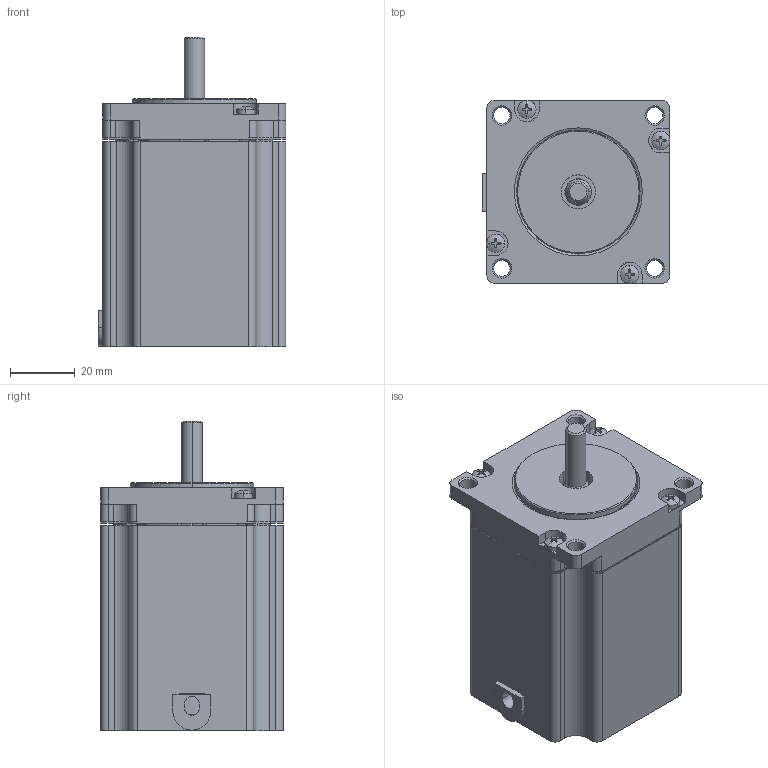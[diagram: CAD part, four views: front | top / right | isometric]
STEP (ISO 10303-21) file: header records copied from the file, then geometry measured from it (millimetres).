
FILE_DESCRIPTION((''),'2;1');
FILE_NAME('3_1_01_057_0031_SW000_SW0002','2021-04-22T17:01:04',('wuyong'),(''),'CREO PARAMETRIC BY PTC INC, 2017110','CREO PARAMETRIC BY PTC INC, 2017110','');
FILE_SCHEMA(('CONFIG_CONTROL_DESIGN'));
Length unit declared in the file: millimetre
Products named in the file (1): 3_1_01_057_0031_SW000_SW0002
Bounding box: 57.97 x 56.54 x 95.6 mm (x, y, z)
Surface area: 58969.3 mm2 (no closed solid volume)
Topology: 0 solids, 55 shells, 816 faces, 3858 edges, 2999 vertices
Faces by surface type: cylinder 459, plane 319, cone 30, sphere 8
Entity records: 41286 total; most frequent: CARTESIAN_POINT 10054, DIRECTION 6979, ORIENTED_EDGE 5543, EDGE_CURVE 3858, VERTEX_POINT 2999, AXIS2_PLACEMENT_3D 2478, VECTOR 2023, LINE 2023
